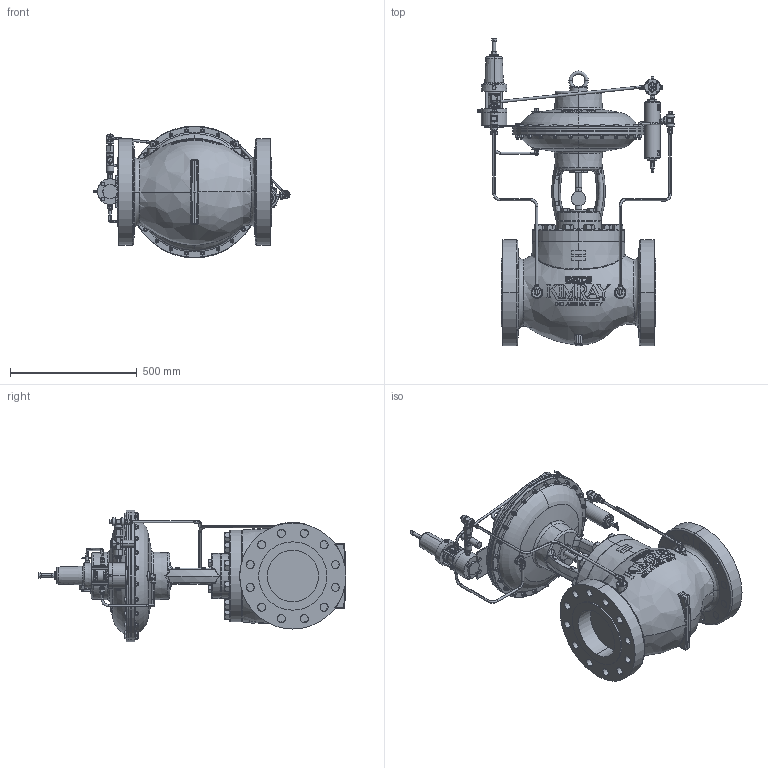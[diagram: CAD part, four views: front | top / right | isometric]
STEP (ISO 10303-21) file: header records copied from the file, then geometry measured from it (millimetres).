
FILE_DESCRIPTION (( 'STEP AP214' ), '1' );
FILE_NAME ('CVC8600RF150-HPPR.STEP', '2022-02-02T15:45:38', ( '' ), ( '' ), 'SwSTEP 2.0', 'SolidWorks 2019', '' );
FILE_SCHEMA (( 'AUTOMOTIVE_DESIGN' ));
Length unit declared in the file: inch
Products named in the file (1): CVC8600RF150-HPPR
Bounding box: 774.11 x 1215.31 x 520.7 mm (x, y, z)
Volume: 104687524.1 mm3; surface area: 2829399.4 mm2
Topology: 9 solids, 9 shells, 5409 faces, 13500 edges, 8401 vertices
Faces by surface type: plane 2083, bspline 1191, cone 1188, cylinder 698, torus 190, sphere 59
Entity records: 386174 total; most frequent: CARTESIAN_POINT 221586, ORIENTED_EDGE 26938, DIRECTION 20061, EDGE_CURVE 13469, VERTEX_POINT 8401, AXIS2_PLACEMENT_3D 7848, EDGE_LOOP 5812, ADVANCED_FACE 5409
